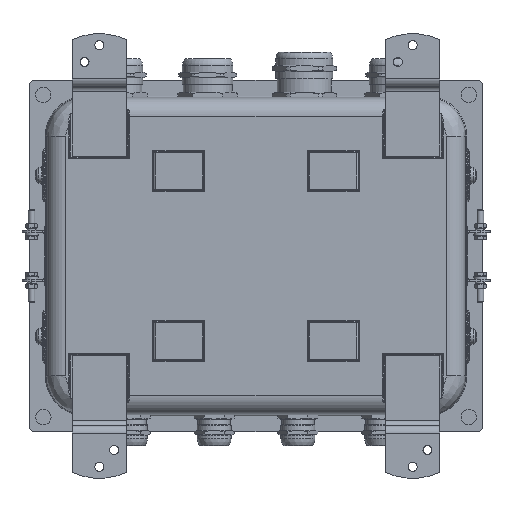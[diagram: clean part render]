
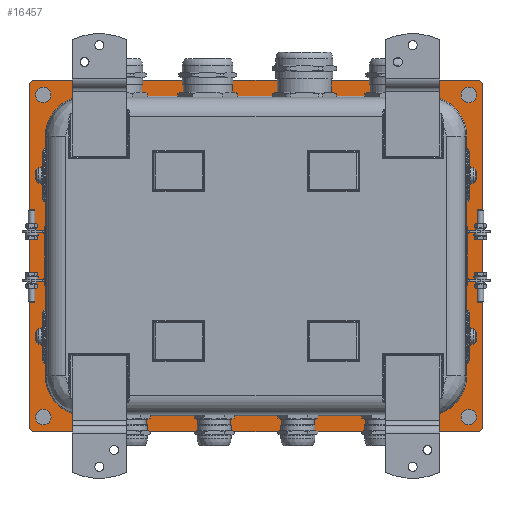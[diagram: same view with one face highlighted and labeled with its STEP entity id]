
A CAD part, front view. The second image highlights one B-rep face of the part: STEP entity #16457.
In plain terms, the highlighted planar face has unit normal (0, -1, 0).
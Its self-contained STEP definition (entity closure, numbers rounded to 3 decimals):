
#1066=LINE('',#26099,#1963);
#1067=LINE('',#26103,#1964);
#1068=LINE('',#26107,#1965);
#1069=LINE('',#26111,#1966);
#1070=LINE('',#26117,#1967);
#1071=LINE('',#26121,#1968);
#1072=LINE('',#26125,#1969);
#1073=LINE('',#26128,#1970);
#1963=VECTOR('',#20305,10.);
#1964=VECTOR('',#20308,10.);
#1965=VECTOR('',#20311,10.);
#1966=VECTOR('',#20314,10.);
#1967=VECTOR('',#20319,10.);
#1968=VECTOR('',#20322,10.);
#1969=VECTOR('',#20325,10.);
#1970=VECTOR('',#20328,10.);
#3073=FACE_BOUND('',#5436,.T.);
#3074=FACE_BOUND('',#5437,.T.);
#3075=FACE_BOUND('',#5438,.T.);
#3076=FACE_BOUND('',#5439,.T.);
#3077=FACE_BOUND('',#5440,.T.);
#4419=FACE_OUTER_BOUND('',#5435,.T.);
#5435=EDGE_LOOP('',(#12243,#12244,#12245,#12246,#12247,#12248,#12249,#12250));
#5436=EDGE_LOOP('',(#12251,#12252,#12253,#12254,#12255,#12256,#12257,#12258));
#5437=EDGE_LOOP('',(#12259));
#5438=EDGE_LOOP('',(#12260));
#5439=EDGE_LOOP('',(#12261));
#5440=EDGE_LOOP('',(#12262));
#6530=CIRCLE('',#17714,5.);
#6531=CIRCLE('',#17715,5.);
#6532=CIRCLE('',#17716,5.);
#6533=CIRCLE('',#17717,5.);
#6534=CIRCLE('',#17718,30.938);
#6535=CIRCLE('',#17719,30.938);
#6536=CIRCLE('',#17720,30.938);
#6537=CIRCLE('',#17721,30.938);
#6538=CIRCLE('',#17722,6.);
#6539=CIRCLE('',#17723,6.);
#6540=CIRCLE('',#17724,6.);
#6541=CIRCLE('',#17725,6.);
#7551=VERTEX_POINT('',#26097);
#7552=VERTEX_POINT('',#26098);
#7553=VERTEX_POINT('',#26100);
#7554=VERTEX_POINT('',#26102);
#7555=VERTEX_POINT('',#26104);
#7556=VERTEX_POINT('',#26106);
#7557=VERTEX_POINT('',#26108);
#7558=VERTEX_POINT('',#26110);
#7559=VERTEX_POINT('',#26113);
#7560=VERTEX_POINT('',#26114);
#7561=VERTEX_POINT('',#26116);
#7562=VERTEX_POINT('',#26118);
#7563=VERTEX_POINT('',#26120);
#7564=VERTEX_POINT('',#26122);
#7565=VERTEX_POINT('',#26124);
#7566=VERTEX_POINT('',#26126);
#7567=VERTEX_POINT('',#26129);
#7568=VERTEX_POINT('',#26131);
#7569=VERTEX_POINT('',#26133);
#7570=VERTEX_POINT('',#26135);
#9267=EDGE_CURVE('',#7551,#7552,#1066,.T.);
#9268=EDGE_CURVE('',#7552,#7553,#6530,.T.);
#9269=EDGE_CURVE('',#7553,#7554,#1067,.T.);
#9270=EDGE_CURVE('',#7554,#7555,#6531,.T.);
#9271=EDGE_CURVE('',#7555,#7556,#1068,.T.);
#9272=EDGE_CURVE('',#7556,#7557,#6532,.T.);
#9273=EDGE_CURVE('',#7557,#7558,#1069,.T.);
#9274=EDGE_CURVE('',#7558,#7551,#6533,.T.);
#9275=EDGE_CURVE('',#7559,#7560,#6534,.T.);
#9276=EDGE_CURVE('',#7561,#7559,#1070,.T.);
#9277=EDGE_CURVE('',#7562,#7561,#6535,.T.);
#9278=EDGE_CURVE('',#7563,#7562,#1071,.T.);
#9279=EDGE_CURVE('',#7564,#7563,#6536,.T.);
#9280=EDGE_CURVE('',#7565,#7564,#1072,.T.);
#9281=EDGE_CURVE('',#7566,#7565,#6537,.T.);
#9282=EDGE_CURVE('',#7560,#7566,#1073,.T.);
#9283=EDGE_CURVE('',#7567,#7567,#6538,.T.);
#9284=EDGE_CURVE('',#7568,#7568,#6539,.T.);
#9285=EDGE_CURVE('',#7569,#7569,#6540,.T.);
#9286=EDGE_CURVE('',#7570,#7570,#6541,.T.);
#12243=ORIENTED_EDGE('',*,*,#9267,.T.);
#12244=ORIENTED_EDGE('',*,*,#9268,.T.);
#12245=ORIENTED_EDGE('',*,*,#9269,.T.);
#12246=ORIENTED_EDGE('',*,*,#9270,.T.);
#12247=ORIENTED_EDGE('',*,*,#9271,.T.);
#12248=ORIENTED_EDGE('',*,*,#9272,.T.);
#12249=ORIENTED_EDGE('',*,*,#9273,.T.);
#12250=ORIENTED_EDGE('',*,*,#9274,.T.);
#12251=ORIENTED_EDGE('',*,*,#9275,.F.);
#12252=ORIENTED_EDGE('',*,*,#9276,.F.);
#12253=ORIENTED_EDGE('',*,*,#9277,.F.);
#12254=ORIENTED_EDGE('',*,*,#9278,.F.);
#12255=ORIENTED_EDGE('',*,*,#9279,.F.);
#12256=ORIENTED_EDGE('',*,*,#9280,.F.);
#12257=ORIENTED_EDGE('',*,*,#9281,.F.);
#12258=ORIENTED_EDGE('',*,*,#9282,.F.);
#12259=ORIENTED_EDGE('',*,*,#9283,.F.);
#12260=ORIENTED_EDGE('',*,*,#9284,.F.);
#12261=ORIENTED_EDGE('',*,*,#9285,.F.);
#12262=ORIENTED_EDGE('',*,*,#9286,.F.);
#15921=PLANE('',#17713);
#16457=ADVANCED_FACE('',(#4419,#3073,#3074,#3075,#3076,#3077),#15921,.F.);
#17713=AXIS2_PLACEMENT_3D('',#26096,#20303,#20304);
#17714=AXIS2_PLACEMENT_3D('',#26101,#20306,#20307);
#17715=AXIS2_PLACEMENT_3D('',#26105,#20309,#20310);
#17716=AXIS2_PLACEMENT_3D('',#26109,#20312,#20313);
#17717=AXIS2_PLACEMENT_3D('',#26112,#20315,#20316);
#17718=AXIS2_PLACEMENT_3D('',#26115,#20317,#20318);
#17719=AXIS2_PLACEMENT_3D('',#26119,#20320,#20321);
#17720=AXIS2_PLACEMENT_3D('',#26123,#20323,#20324);
#17721=AXIS2_PLACEMENT_3D('',#26127,#20326,#20327);
#17722=AXIS2_PLACEMENT_3D('',#26130,#20329,#20330);
#17723=AXIS2_PLACEMENT_3D('',#26132,#20331,#20332);
#17724=AXIS2_PLACEMENT_3D('',#26134,#20333,#20334);
#17725=AXIS2_PLACEMENT_3D('',#26136,#20335,#20336);
#20303=DIRECTION('center_axis',(0.,1.,0.));
#20304=DIRECTION('ref_axis',(-1.,0.,0.));
#20305=DIRECTION('',(-1.,0.,0.));
#20306=DIRECTION('center_axis',(0.,-1.,0.));
#20307=DIRECTION('ref_axis',(1.,0.,0.));
#20308=DIRECTION('',(0.,0.,-1.));
#20309=DIRECTION('center_axis',(0.,-1.,0.));
#20310=DIRECTION('ref_axis',(0.,0.,
1.));
#20311=DIRECTION('',(1.,0.,0.));
#20312=DIRECTION('center_axis',(0.,-1.,0.));
#20313=DIRECTION('ref_axis',(-1.,0.,0.));
#20314=DIRECTION('',(0.,0.,1.));
#20315=DIRECTION('center_axis',(0.,-1.,0.));
#20316=DIRECTION('ref_axis',(0.,0.,
-1.));
#20317=DIRECTION('center_axis',(0.,-1.,0.));
#20318=DIRECTION('ref_axis',(0.,0.,1.));
#20319=DIRECTION('',(-1.,0.,0.));
#20320=DIRECTION('center_axis',(0.,-1.,0.));
#20321=DIRECTION('ref_axis',(0.,0.,1.));
#20322=DIRECTION('',(0.,0.,1.));
#20323=DIRECTION('center_axis',(0.,-1.,0.));
#20324=DIRECTION('ref_axis',(0.,0.,1.));
#20325=DIRECTION('',(1.,0.,0.));
#20326=DIRECTION('center_axis',(0.,-1.,0.));
#20327=DIRECTION('ref_axis',(0.,0.,1.));
#20328=DIRECTION('',(0.,0.,-1.));
#20329=DIRECTION('center_axis',(0.,-1.,0.));
#20330=DIRECTION('ref_axis',(0.549,0.,-0.836));
#20331=DIRECTION('center_axis',(0.,-1.,0.));
#20332=DIRECTION('ref_axis',(0.997,0.,0.08));
#20333=DIRECTION('center_axis',(0.,-1.,0.));
#20334=DIRECTION('ref_axis',(0.865,0.,0.501));
#20335=DIRECTION('center_axis',(0.,-1.,0.));
#20336=DIRECTION('ref_axis',(0.839,0.,0.544));
#26096=CARTESIAN_POINT('Origin',(0.,87.5,0.));
#26097=CARTESIAN_POINT('',(171.,87.5,136.5));
#26098=CARTESIAN_POINT('',(-171.,87.5,136.5));
#26099=CARTESIAN_POINT('',(171.,87.5,136.5));
#26100=CARTESIAN_POINT('',(-176.,87.5,131.5));
#26101=CARTESIAN_POINT('Origin',(-171.,87.5,131.5));
#26102=CARTESIAN_POINT('',(-176.,87.5,-131.5));
#26103=CARTESIAN_POINT('',(-176.,87.5,131.5));
#26104=CARTESIAN_POINT('',(-171.,87.5,-136.5));
#26105=CARTESIAN_POINT('Origin',(-171.,87.5,-131.5));
#26106=CARTESIAN_POINT('',(171.,87.5,-136.5));
#26107=CARTESIAN_POINT('',(-171.,87.5,-136.5));
#26108=CARTESIAN_POINT('',(176.,87.5,-131.5));
#26109=CARTESIAN_POINT('Origin',(171.,87.5,-131.5));
#26110=CARTESIAN_POINT('',(176.,87.5,131.5));
#26111=CARTESIAN_POINT('',(176.,87.5,-131.5));
#26112=CARTESIAN_POINT('Origin',(171.,87.5,131.5));
#26113=CARTESIAN_POINT('',(-132.5,87.5,123.938));
#26114=CARTESIAN_POINT('',(-163.438,87.5,93.));
#26115=CARTESIAN_POINT('Origin',(-132.5,87.5,93.));
#26116=CARTESIAN_POINT('',(132.5,87.5,123.938));
#26117=CARTESIAN_POINT('',(-66.25,87.5,123.938));
#26118=CARTESIAN_POINT('',(163.438,87.5,93.));
#26119=CARTESIAN_POINT('Origin',(132.5,87.5,93.));
#26120=CARTESIAN_POINT('',(163.438,87.5,-93.));
#26121=CARTESIAN_POINT('',(163.438,87.5,46.5));
#26122=CARTESIAN_POINT('',(132.5,87.5,-123.938));
#26123=CARTESIAN_POINT('Origin',(132.5,87.5,-93.));
#26124=CARTESIAN_POINT('',(-132.5,87.5,-123.938));
#26125=CARTESIAN_POINT('',(66.25,87.5,-123.938));
#26126=CARTESIAN_POINT('',(-163.438,87.5,-93.));
#26127=CARTESIAN_POINT('Origin',(-132.5,87.5,-93.));
#26128=CARTESIAN_POINT('',(-163.438,87.5,-46.5));
#26129=CARTESIAN_POINT('',(-168.294,87.5,130.015));
#26130=CARTESIAN_POINT('Origin',(-165.,87.5,125.));
#26131=CARTESIAN_POINT('',(159.019,87.5,124.522));
#26132=CARTESIAN_POINT('Origin',(165.,87.5,125.));
#26133=CARTESIAN_POINT('',(-170.192,87.5,-128.007));
#26134=CARTESIAN_POINT('Origin',(-165.,87.5,-125.));
#26135=CARTESIAN_POINT('',(159.966,87.5,-128.265));
#26136=CARTESIAN_POINT('Origin',(165.,87.5,-125.));
